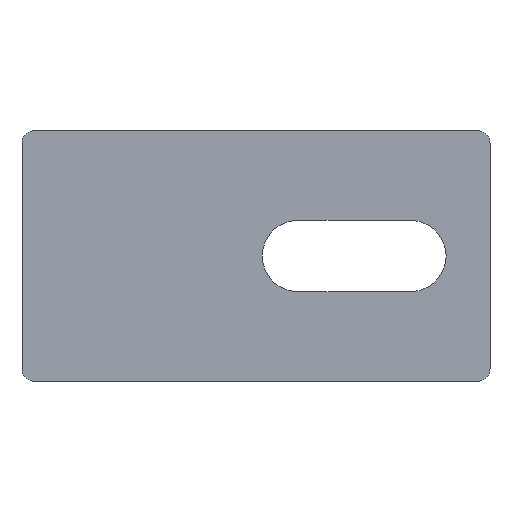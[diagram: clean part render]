
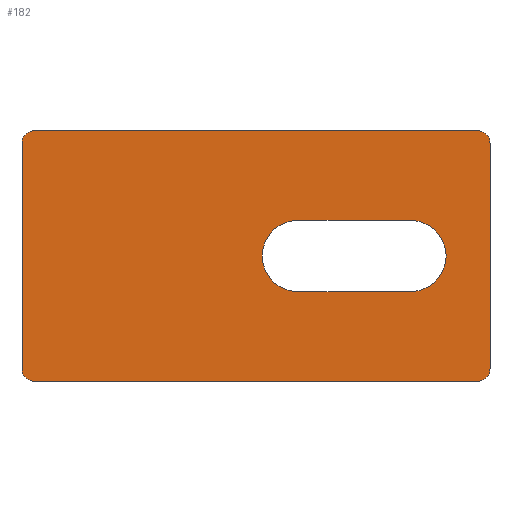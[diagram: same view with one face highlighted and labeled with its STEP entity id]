
A CAD part, left-side view. The second image highlights one B-rep face of the part: STEP entity #182.
In plain terms, the highlighted planar face has unit normal (-1, 0, 0).
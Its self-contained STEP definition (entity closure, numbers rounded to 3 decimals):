
#27 = CARTESIAN_POINT ( 'NONE',  ( -13.5, 54.5, -13.5 ) ) ;
#29 = DIRECTION ( 'NONE',  ( -1., 0., 0. ) ) ;
#30 = DIRECTION ( 'NONE',  ( 0., 0., -1. ) ) ;
#31 = DIRECTION ( 'NONE',  ( 0., 1., 0. ) ) ;
#42 = CIRCLE ( 'NONE', #58, 1.5 ) ;
#50 = EDGE_CURVE ( 'NONE', #55, #73, #355, .T. ) ;
#55 = VERTEX_POINT ( 'NONE', #354 ) ;
#58 = AXIS2_PLACEMENT_3D ( 'NONE', #27, #29, #30 ) ;
#73 = VERTEX_POINT ( 'NONE', #329 ) ;
#182 = ADVANCED_FACE ( 'NONE', ( #420, #419 ), #410, .F. ) ;
#183 = ORIENTED_EDGE ( 'NONE', *, *, #185, .T. ) ;
#184 = ORIENTED_EDGE ( 'NONE', *, *, #186, .T. ) ;
#185 = EDGE_CURVE ( 'NONE', #222, #55, #406, .T. ) ;
#186 = EDGE_CURVE ( 'NONE', #219, #222, #407, .T. ) ;
#187 = ORIENTED_EDGE ( 'NONE', *, *, #218, .T. ) ;
#188 = ORIENTED_EDGE ( 'NONE', *, *, #214, .T. ) ;
#189 = VERTEX_POINT ( 'NONE', #501 ) ;
#192 = ORIENTED_EDGE ( 'NONE', *, *, #273, .T. ) ;
#193 = EDGE_CURVE ( 'NONE', #197, #275, #500, .T. ) ;
#194 = ORIENTED_EDGE ( 'NONE', *, *, #200, .T. ) ;
#195 = ORIENTED_EDGE ( 'NONE', *, *, #209, .F. ) ;
#196 = ORIENTED_EDGE ( 'NONE', *, *, #281, .T. ) ;
#197 = VERTEX_POINT ( 'NONE', #507 ) ;
#198 = EDGE_CURVE ( 'NONE', #197, #271, #484, .T. ) ;
#199 = VERTEX_POINT ( 'NONE', #485 ) ;
#200 = EDGE_CURVE ( 'NONE', #274, #221, #493, .T. ) ;
#208 = ORIENTED_EDGE ( 'NONE', *, *, #198, .T. ) ;
#209 = EDGE_CURVE ( 'NONE', #274, #271, #570, .T. ) ;
#211 = ORIENTED_EDGE ( 'NONE', *, *, #50, .T. ) ;
#212 = EDGE_CURVE ( 'NONE', #220, #199, #42, .T. ) ;
#213 = ORIENTED_EDGE ( 'NONE', *, *, #284, .T. ) ;
#214 = EDGE_CURVE ( 'NONE', #216, #219, #308, .T. ) ;
#215 = EDGE_LOOP ( 'NONE', ( #196, #285, #187, #192, #272, #208, #195, #194 ) ) ;
#216 = VERTEX_POINT ( 'NONE', #704 ) ;
#218 = EDGE_CURVE ( 'NONE', #199, #189, #707, .T. ) ;
#219 = VERTEX_POINT ( 'NONE', #621 ) ;
#220 = VERTEX_POINT ( 'NONE', #705 ) ;
#221 = VERTEX_POINT ( 'NONE', #698 ) ;
#222 = VERTEX_POINT ( 'NONE', #683 ) ;
#271 = VERTEX_POINT ( 'NONE', #675 ) ;
#272 = ORIENTED_EDGE ( 'NONE', *, *, #193, .F. ) ;
#273 = EDGE_CURVE ( 'NONE', #189, #275, #669, .T. ) ;
#274 = VERTEX_POINT ( 'NONE', #668 ) ;
#275 = VERTEX_POINT ( 'NONE', #663 ) ;
#281 = EDGE_CURVE ( 'NONE', #221, #220, #648, .T. ) ;
#283 = EDGE_LOOP ( 'NONE', ( #184, #183, #211, #213, #188 ) ) ;
#284 = EDGE_CURVE ( 'NONE', #73, #216, #641, .T. ) ;
#285 = ORIENTED_EDGE ( 'NONE', *, *, #212, .T. ) ;
#286 = AXIS2_PLACEMENT_3D ( 'NONE', #289, #288, #31 ) ;
#288 = DIRECTION ( 'NONE',  ( 1., 0., 0. ) ) ;
#289 = CARTESIAN_POINT ( 'NONE',  ( -13.5, 9.5, 0. ) ) ;
#308 = CIRCLE ( 'NONE', #286, 4.25 ) ;
#325 = CARTESIAN_POINT ( 'NONE',  ( -13.5, 23., 0. ) ) ;
#329 = CARTESIAN_POINT ( 'NONE',  ( -13.5, 23., 4.25 ) ) ;
#339 = DIRECTION ( 'NONE',  ( 0., 1., 0. ) ) ;
#340 = DIRECTION ( 'NONE',  ( 1., 0., 0. ) ) ;
#353 = AXIS2_PLACEMENT_3D ( 'NONE', #325, #340, #339 ) ;
#354 = CARTESIAN_POINT ( 'NONE',  ( -13.5, 27.25, 0. ) ) ;
#355 = CIRCLE ( 'NONE', #353, 4.25 ) ;
#404 = DIRECTION ( 'NONE',  ( 0., 0., -1. ) ) ;
#406 = CIRCLE ( 'NONE', #412, 4.25 ) ;
#407 = LINE ( 'NONE', #504, #503 ) ;
#410 = PLANE ( 'NONE',  #424 ) ;
#411 = AXIS2_PLACEMENT_3D ( 'NONE', #573, #572, #571 ) ;
#412 = AXIS2_PLACEMENT_3D ( 'NONE', #413, #509, #508 ) ;
#413 = CARTESIAN_POINT ( 'NONE',  ( -13.5, 23., 0. ) ) ;
#419 = FACE_OUTER_BOUND ( 'NONE', #215, .T. ) ;
#420 = FACE_BOUND ( 'NONE', #283, .T. ) ;
#423 = DIRECTION ( 'NONE',  ( 1., 0., 0. ) ) ;
#424 = AXIS2_PLACEMENT_3D ( 'NONE', #459, #423, #404 ) ;
#459 = CARTESIAN_POINT ( 'NONE',  ( -13.5, 0., 15. ) ) ;
#484 = CIRCLE ( 'NONE', #489, 1.5 ) ;
#485 = CARTESIAN_POINT ( 'NONE',  ( -13.5, 54.5, -15. ) ) ;
#486 = DIRECTION ( 'NONE',  ( 0., 0., -1. ) ) ;
#487 = VECTOR ( 'NONE', #486, 1000. ) ;
#488 = CARTESIAN_POINT ( 'NONE',  ( -13.5, 0., 15. ) ) ;
#489 = AXIS2_PLACEMENT_3D ( 'NONE', #580, #579, #578 ) ;
#493 = CIRCLE ( 'NONE', #411, 1.5 ) ;
#500 = LINE ( 'NONE', #488, #487 ) ;
#501 = CARTESIAN_POINT ( 'NONE',  ( -13.5, 1.5, -15. ) ) ;
#502 = DIRECTION ( 'NONE',  ( 0., 1., 0. ) ) ;
#503 = VECTOR ( 'NONE', #502, 1000. ) ;
#504 = CARTESIAN_POINT ( 'NONE',  ( -13.5, 9.5, -4.25 ) ) ;
#507 = CARTESIAN_POINT ( 'NONE',  ( -13.5, 0., 13.5 ) ) ;
#508 = DIRECTION ( 'NONE',  ( 0., 1., 0. ) ) ;
#509 = DIRECTION ( 'NONE',  ( 1., 0., 0. ) ) ;
#559 = DIRECTION ( 'NONE',  ( 0., -1., 0. ) ) ;
#560 = VECTOR ( 'NONE', #559, 1000. ) ;
#566 = CARTESIAN_POINT ( 'NONE',  ( -13.5, 0., 15. ) ) ;
#570 = LINE ( 'NONE', #566, #560 ) ;
#571 = DIRECTION ( 'NONE',  ( 0., 0., -1. ) ) ;
#572 = DIRECTION ( 'NONE',  ( -1., 0., 0. ) ) ;
#573 = CARTESIAN_POINT ( 'NONE',  ( -13.5, 54.5, 13.5 ) ) ;
#578 = DIRECTION ( 'NONE',  ( 0., 0., -1. ) ) ;
#579 = DIRECTION ( 'NONE',  ( -1., 0., 0. ) ) ;
#580 = CARTESIAN_POINT ( 'NONE',  ( -13.5, 1.5, 13.5 ) ) ;
#615 = CARTESIAN_POINT ( 'NONE',  ( -13.5, 1.5, -13.5 ) ) ;
#621 = CARTESIAN_POINT ( 'NONE',  ( -13.5, 9.5, -4.25 ) ) ;
#635 = VECTOR ( 'NONE', #706, 1000. ) ;
#636 = CARTESIAN_POINT ( 'NONE',  ( -13.5, 0., -15. ) ) ;
#639 = DIRECTION ( 'NONE',  ( 0., -1., 0. ) ) ;
#640 = VECTOR ( 'NONE', #639, 1000. ) ;
#641 = LINE ( 'NONE', #667, #640 ) ;
#645 = DIRECTION ( 'NONE',  ( 0., 0., -1. ) ) ;
#646 = VECTOR ( 'NONE', #645, 1000. ) ;
#647 = CARTESIAN_POINT ( 'NONE',  ( -13.5, 56., 15. ) ) ;
#648 = LINE ( 'NONE', #647, #646 ) ;
#663 = CARTESIAN_POINT ( 'NONE',  ( -13.5, 0., -13.5 ) ) ;
#665 = DIRECTION ( 'NONE',  ( 0., 0., -1. ) ) ;
#666 = DIRECTION ( 'NONE',  ( -1., 0., 0. ) ) ;
#667 = CARTESIAN_POINT ( 'NONE',  ( -13.5, 23., 4.25 ) ) ;
#668 = CARTESIAN_POINT ( 'NONE',  ( -13.5, 54.5, 15. ) ) ;
#669 = CIRCLE ( 'NONE', #673, 1.5 ) ;
#673 = AXIS2_PLACEMENT_3D ( 'NONE', #615, #666, #665 ) ;
#675 = CARTESIAN_POINT ( 'NONE',  ( -13.5, 1.5, 15. ) ) ;
#683 = CARTESIAN_POINT ( 'NONE',  ( -13.5, 23., -4.25 ) ) ;
#698 = CARTESIAN_POINT ( 'NONE',  ( -13.5, 56., 13.5 ) ) ;
#704 = CARTESIAN_POINT ( 'NONE',  ( -13.5, 9.5, 4.25 ) ) ;
#705 = CARTESIAN_POINT ( 'NONE',  ( -13.5, 56., -13.5 ) ) ;
#706 = DIRECTION ( 'NONE',  ( 0., -1., 0. ) ) ;
#707 = LINE ( 'NONE', #636, #635 ) ;
